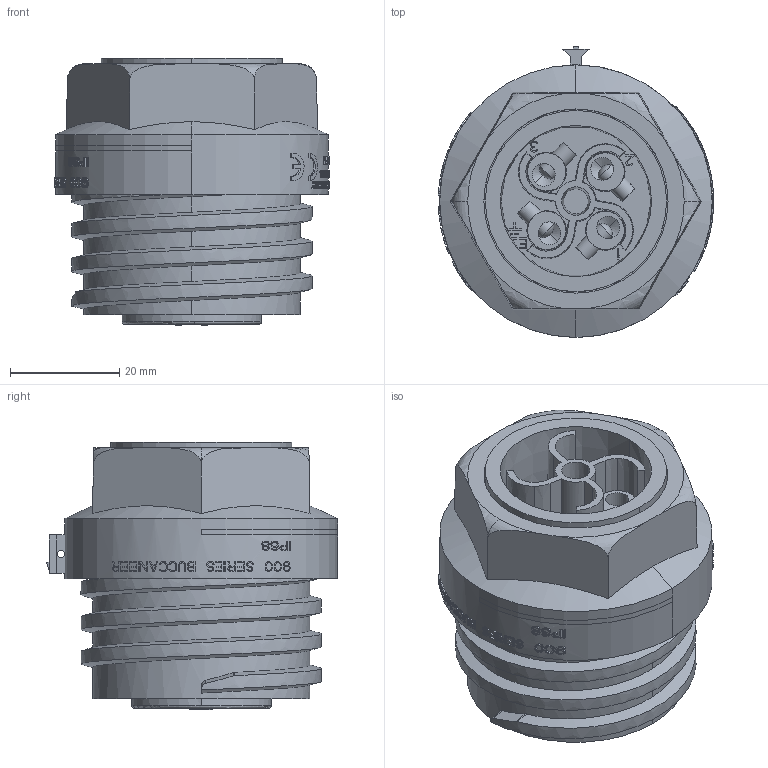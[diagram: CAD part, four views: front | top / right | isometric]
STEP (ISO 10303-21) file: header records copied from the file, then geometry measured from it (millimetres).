
FILE_DESCRIPTION(('STEP AP242'),'1');
FILE_NAME('px0931-04-s.stp','2023-02-15T14:38:37',('TraceParts'),('TraceParts S.A.'),'Spatial InterOp 3D',' ',' ');
FILE_SCHEMA(('AP242_MANAGED_MODEL_BASED_3D_ENGINEERING_MIM_LF {1 0 10303 442 1 1 4}'));
Length unit declared in the file: millimetre
Products named in the file (1): px0931-04-s
Bounding box: 50.48 x 53.4 x 49.05 mm (x, y, z)
Volume: 50295.5 mm3; surface area: 29965.7 mm2
Topology: 1 solids, 1 shells, 3312 faces, 9268 edges, 6149 vertices
Faces by surface type: plane 2915, cylinder 276, cone 86, torus 13, sphere 12, bspline 10
Entity records: 114973 total; most frequent: CARTESIAN_POINT 34899, ORIENTED_EDGE 18488, DIRECTION 13985, EDGE_CURVE 9244, VERTEX_POINT 6149, AXIS2_PLACEMENT_3D 4716, LINE 4553, VECTOR 4553
